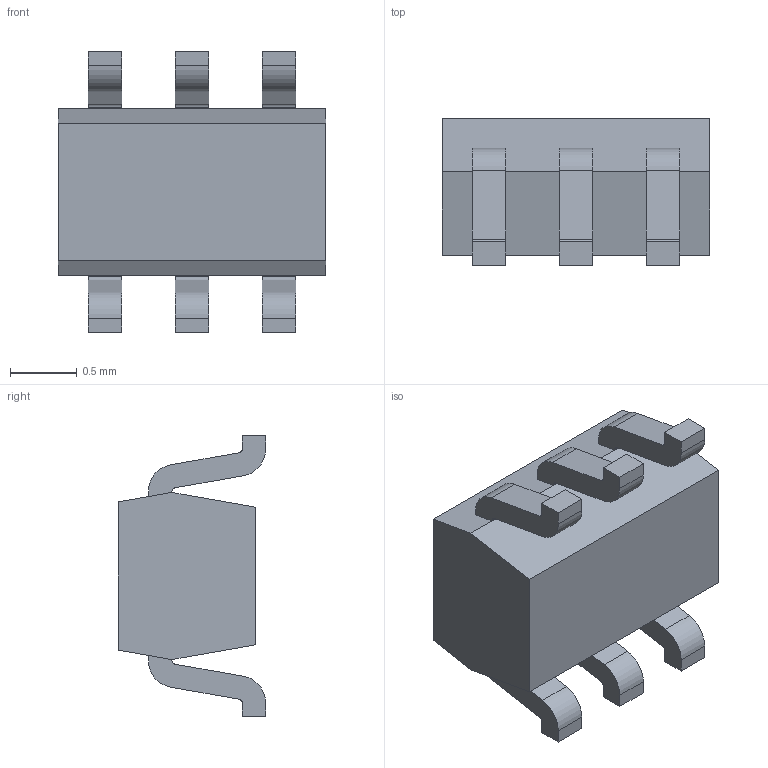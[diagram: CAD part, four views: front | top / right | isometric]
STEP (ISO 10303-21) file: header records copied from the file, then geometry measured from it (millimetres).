
FILE_DESCRIPTION (( 'STEP AP214' ),'1' );
FILE_NAME ('PUMD9,115.STEP','2019-05-30T04:47:02',( '' ),( '' ),'SwSTEP 2.0','SolidWorks 2017','' );
FILE_SCHEMA (( 'AUTOMOTIVE_DESIGN' ));
Length unit declared in the file: millimetre
Products named in the file (1): PUMD9,115
Bounding box: 2 x 1.1 x 2.1 mm (x, y, z)
Volume: 2.6 mm3; surface area: 16.3 mm2
Topology: 7 solids, 7 shells, 95 faces, 240 edges, 160 vertices
Faces by surface type: plane 69, cylinder 26
Entity records: 2032 total; most frequent: ORIENTED_EDGE 480, CARTESIAN_POINT 257, EDGE_CURVE 240, LINE 188, VERTEX_POINT 160, AXIS2_PLACEMENT_3D 121, EDGE_LOOP 96, ADVANCED_FACE 95
